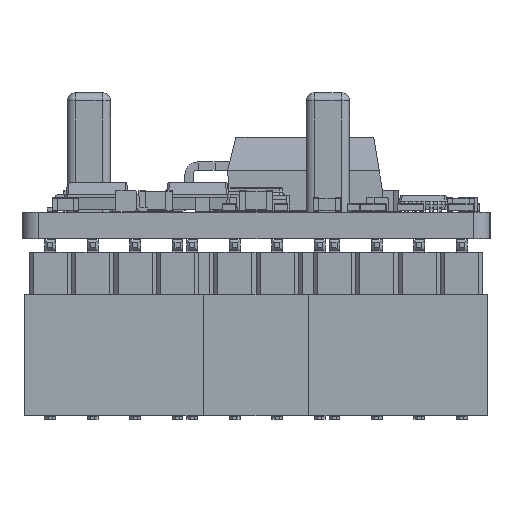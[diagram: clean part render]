
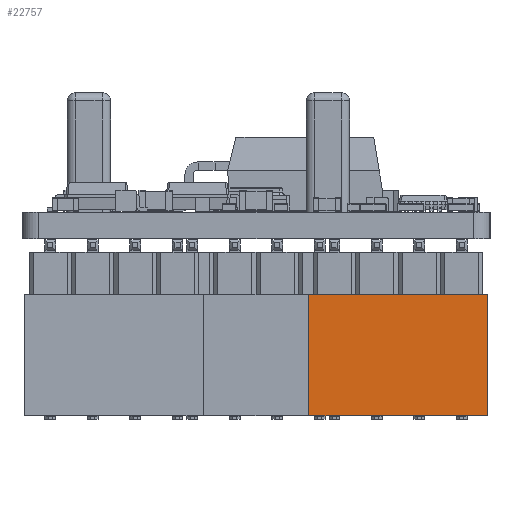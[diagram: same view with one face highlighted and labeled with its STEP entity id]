
A CAD part, left-side view. The second image highlights one B-rep face of the part: STEP entity #22757.
In plain terms, the highlighted face is planar.
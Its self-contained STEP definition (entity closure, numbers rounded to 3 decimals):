
#3412=FACE_OUTER_BOUND('',#4668,.T.);
#4668=EDGE_LOOP('',(#20654,#20655,#20656,#20657));
#6894=LINE('',#36502,#9396);
#6964=LINE('',#36647,#9466);
#7051=LINE('',#36819,#9553);
#7172=LINE('',#37064,#9674);
#9396=VECTOR('',#30155,1000.);
#9466=VECTOR('',#30241,1000.);
#9553=VECTOR('',#30372,1000.);
#9674=VECTOR('',#30649,1000.);
#11414=VERTEX_POINT('',#36499);
#11415=VERTEX_POINT('',#36501);
#11482=VERTEX_POINT('',#36646);
#11545=VERTEX_POINT('',#36817);
#14334=EDGE_CURVE('',#11414,#11415,#6894,.T.);
#14406=EDGE_CURVE('',#11415,#11482,#6964,.T.);
#14495=EDGE_CURVE('',#11545,#11414,#7051,.T.);
#14616=EDGE_CURVE('',#11482,#11545,#7172,.T.);
#20654=ORIENTED_EDGE('',*,*,#14495,.F.);
#20655=ORIENTED_EDGE('',*,*,#14616,.F.);
#20656=ORIENTED_EDGE('',*,*,#14406,.F.);
#20657=ORIENTED_EDGE('',*,*,#14334,.F.);
#21579=PLANE('',#24632);
#22757=ADVANCED_FACE('',(#3412),#21579,.F.);
#24632=AXIS2_PLACEMENT_3D('',#37063,#30647,#30648);
#30155=DIRECTION('',(1.,0.,0.));
#30241=DIRECTION('',(0.,0.,-1.));
#30372=DIRECTION('',(0.,0.,1.));
#30647=DIRECTION('center_axis',(0.,1.,0.));
#30648=DIRECTION('ref_axis',(0.,0.,1.));
#30649=DIRECTION('',(-1.,0.,0.));
#36499=CARTESIAN_POINT('',(-5.33,-2.54,3.62));
#36501=CARTESIAN_POINT('',(5.33,-2.54,3.62));
#36502=CARTESIAN_POINT('',(-5.33,-2.54,3.62));
#36646=CARTESIAN_POINT('',(5.33,-2.54,-3.62));
#36647=CARTESIAN_POINT('',(5.33,-2.54,3.62));
#36817=CARTESIAN_POINT('',(-5.33,-2.54,-3.62));
#36819=CARTESIAN_POINT('',(-5.33,-2.54,-3.62));
#37063=CARTESIAN_POINT('Origin',(0.,-2.54,0.));
#37064=CARTESIAN_POINT('',(5.33,-2.54,-3.62));
